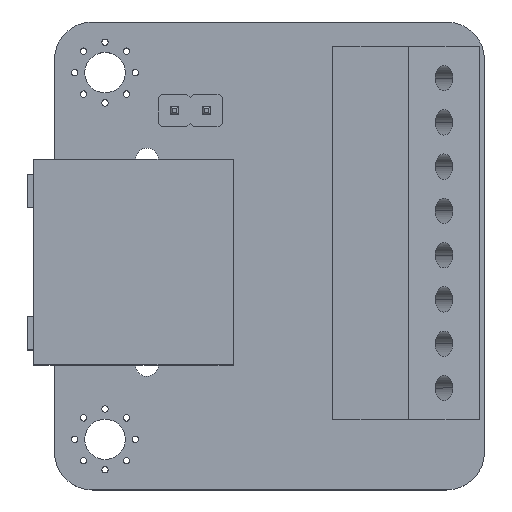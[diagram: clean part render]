
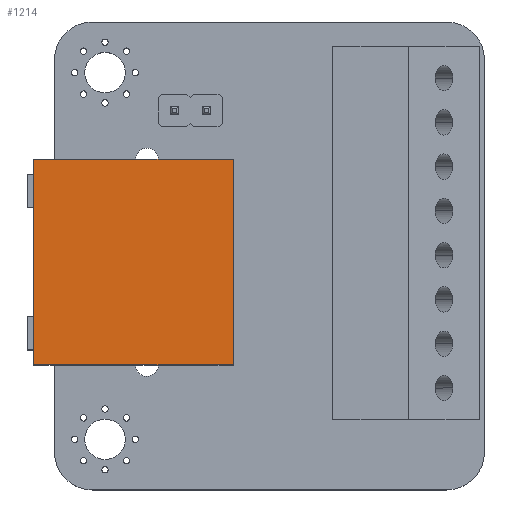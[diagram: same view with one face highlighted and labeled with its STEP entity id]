
A CAD part, top view. The second image highlights one B-rep face of the part: STEP entity #1214.
In plain terms, the highlighted face is planar.
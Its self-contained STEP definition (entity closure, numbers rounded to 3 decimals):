
#696 = EDGE_CURVE('',#697,#699,#701,.T.);
#697 = VERTEX_POINT('',#698);
#698 = CARTESIAN_POINT('',(8.13,7.875,0.));
#699 = VERTEX_POINT('',#700);
#700 = CARTESIAN_POINT('',(-8.13,7.875,0.));
#701 = LINE('',#702,#703);
#702 = CARTESIAN_POINT('',(-8.13,7.875,0.));
#703 = VECTOR('',#704,1.);
#704 = DIRECTION('',(-1.,-0.,-0.));
#1113 = VERTEX_POINT('',#1114);
#1114 = CARTESIAN_POINT('',(8.13,-7.875,0.));
#1120 = EDGE_CURVE('',#1113,#697,#1121,.T.);
#1121 = LINE('',#1122,#1123);
#1122 = CARTESIAN_POINT('',(8.13,7.875,0.));
#1123 = VECTOR('',#1124,1.);
#1124 = DIRECTION('',(-0.,1.,-0.));
#1163 = EDGE_CURVE('',#699,#1164,#1166,.T.);
#1164 = VERTEX_POINT('',#1165);
#1165 = CARTESIAN_POINT('',(-8.13,-7.875,0.));
#1166 = LINE('',#1167,#1168);
#1167 = CARTESIAN_POINT('',(-8.13,7.875,0.));
#1168 = VECTOR('',#1169,1.);
#1169 = DIRECTION('',(0.,-1.,0.));
#1201 = EDGE_CURVE('',#1164,#1113,#1202,.T.);
#1202 = LINE('',#1203,#1204);
#1203 = CARTESIAN_POINT('',(-8.13,-7.875,0.));
#1204 = VECTOR('',#1205,1.);
#1205 = DIRECTION('',(1.,0.,0.));
#1214 = ADVANCED_FACE('',(#1215),#1221,.F.);
#1215 = FACE_BOUND('',#1216,.T.);
#1216 = EDGE_LOOP('',(#1217,#1218,#1219,#1220));
#1217 = ORIENTED_EDGE('',*,*,#1120,.F.);
#1218 = ORIENTED_EDGE('',*,*,#1201,.F.);
#1219 = ORIENTED_EDGE('',*,*,#1163,.F.);
#1220 = ORIENTED_EDGE('',*,*,#696,.F.);
#1221 = PLANE('',#1222);
#1222 = AXIS2_PLACEMENT_3D('',#1223,#1224,#1225);
#1223 = CARTESIAN_POINT('',(0.,0.,0.));
#1224 = DIRECTION('',(-0.,0.,1.));
#1225 = DIRECTION('',(1.,0.,0.));
